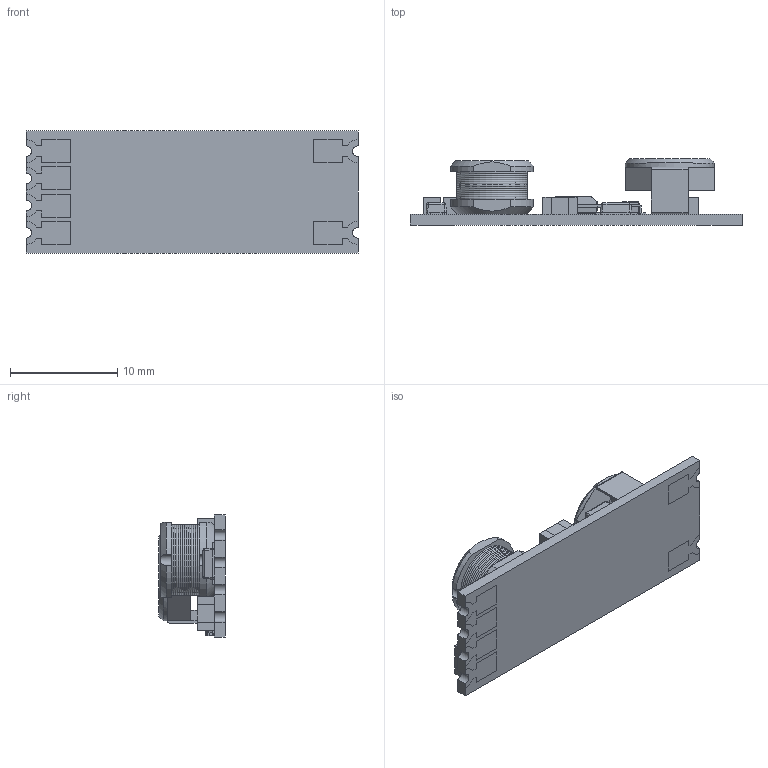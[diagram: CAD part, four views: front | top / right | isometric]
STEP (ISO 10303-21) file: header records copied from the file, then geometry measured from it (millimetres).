
FILE_DESCRIPTION((''),'2;1');
FILE_NAME('RCD-24_PL.stp','2013-10-02T10:40:27',('ching'),(''),'Autodesk Inventor 2013','Autodesk Inventor 2013','');
FILE_SCHEMA(('AUTOMOTIVE_DESIGN { 1 0 10303 214 1 1 1 1 }'));
Length unit declared in the file: millimetre
Products named in the file (9): RCD-24_PL; DCS-352_RAV-A_PCB; 1206-貼片式電容; 二極體(SS1020FL~SS10100FL); IC-HSOP8 series; OPA-KIA75S358F; 電晶體-2SC2411K; 電感-SD7850D1M; 電感-SDRH8D28-2HP
Assembly tree (14 placements, depth 2):
  RCD-24_PL
    DCS-352_RAV-A_PCB
    1206-貼片式電容  x6
    二極體(SS1020FL~SS10100FL)  x2
    IC-HSOP8 series
    OPA-KIA75S358F
    電晶體-2SC2411K
    電感-SD7850D1M
    電感-SDRH8D28-2HP
Bounding box: 31 x 6.2 x 11.4 mm (x, y, z)
Volume: 810.2 mm3; surface area: 1977.1 mm2
Topology: 49 solids, 49 shells, 704 faces, 1745 edges, 1098 vertices
Faces by surface type: plane 464, cylinder 178, sphere 34, torus 24, cone 4
Full cylindrical faces by diameter (mm): 5.6 x1, 6.2 x1, 8.3 x1
Entity records: 17205 total; most frequent: CARTESIAN_POINT 2999, DIRECTION 2938, ORIENTED_EDGE 2794, EDGE_CURVE 1397, VECTOR 998, LINE 998, AXIS2_PLACEMENT_3D 970, VERTEX_POINT 907
